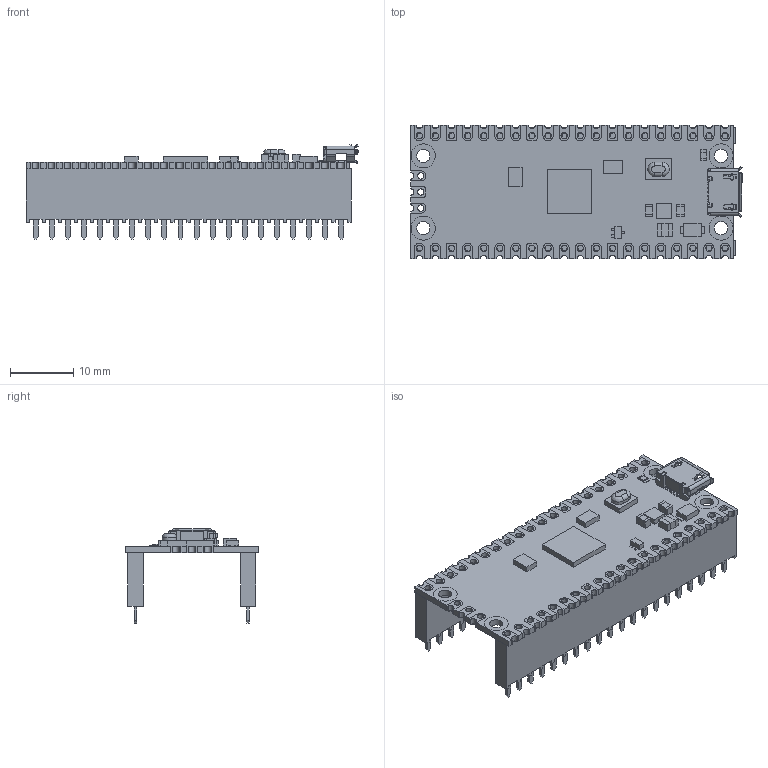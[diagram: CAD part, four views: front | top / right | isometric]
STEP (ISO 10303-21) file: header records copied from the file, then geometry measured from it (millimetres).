
FILE_DESCRIPTION(/* description */ (''),/* implementation_level */ '2;1');
FILE_NAME(/* name */ 'RP2040_PICO.step',/* time_stamp */ '2024-07-12T21:58:22-04:00',/* author */ (''),/* organization */ (''),/* preprocessor_version */ 'ST-DEVELOPER v20',/* originating_system */ 'Autodesk Translation Framework v13.14.0.145',/* authorisation */ '');
FILE_SCHEMA (('AUTOMOTIVE_DESIGN { 1 0 10303 214 3 1 1 }'));
Length unit declared in the file: millimetre
Products named in the file (8): (Unsaved); SSW-120-01-G-S v1; T1SSW-120-01-G-S; P2SSW-120-01-G-S; RP2040BreakoutBoard; SSW-120-01-G-S v1 (1); T1SSW-120-01-G-S (1); P2SSW-120-01-G-S (1)
Assembly tree (7 placements, depth 3):
  (Unsaved)
    SSW-120-01-G-S v1
      T1SSW-120-01-G-S
      P2SSW-120-01-G-S
    RP2040BreakoutBoard
    SSW-120-01-G-S v1 (1)
      T1SSW-120-01-G-S (1)
      P2SSW-120-01-G-S (1)
Bounding box: 52.4 x 21 x 14.87 mm (x, y, z)
Volume: 3014.6 mm3; surface area: 7514.4 mm2
Topology: 98 solids, 98 shells, 2115 faces, 5420 edges, 3530 vertices
Faces by surface type: plane 1664, cylinder 433, sphere 8, torus 6, bspline 2, cone 2
Full cylindrical faces by diameter (mm): 1 x43, 2.1 x4, 3.8 x8
Entity records: 63890 total; most frequent: CARTESIAN_POINT 11198, ORIENTED_EDGE 10824, DIRECTION 10520, EDGE_CURVE 5412, LINE 4524, VECTOR 4524, VERTEX_POINT 3530, AXIS2_PLACEMENT_3D 2998
